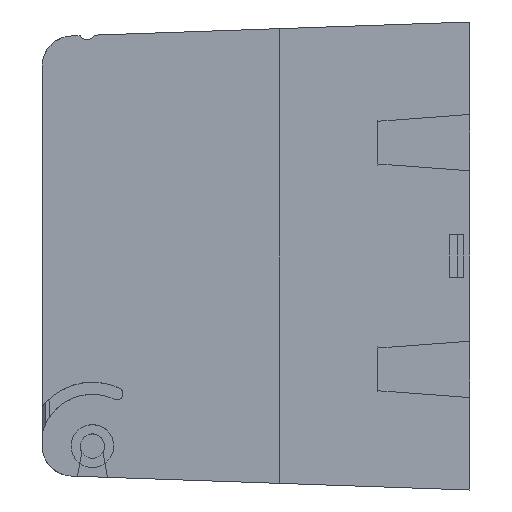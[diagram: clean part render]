
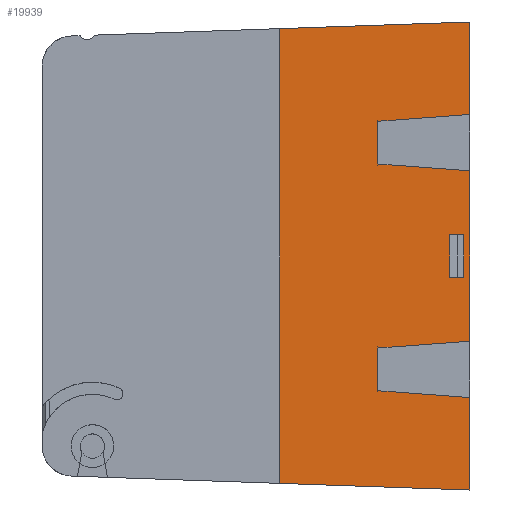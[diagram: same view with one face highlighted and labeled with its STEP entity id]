
A CAD part, left-side view. The second image highlights one B-rep face of the part: STEP entity #19939.
In plain terms, the highlighted planar face has unit normal (-1, 0, 0).
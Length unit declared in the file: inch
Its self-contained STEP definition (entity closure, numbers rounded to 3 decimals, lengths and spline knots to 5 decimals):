
#1153 = CARTESIAN_POINT ( 'NONE',  ( -2.325, 0.133, 0.14 ) ) ;
#2826 = EDGE_CURVE ( 'NONE', #32523, #27716, #51052, .T. ) ;
#4188 = DIRECTION ( 'NONE',  ( 0., 0.999, 0.035 ) ) ;
#4259 = LINE ( 'NONE', #46419, #65839 ) ;
#4408 = VECTOR ( 'NONE', #31836, 39.37008 ) ;
#4589 = LINE ( 'NONE', #26727, #4408 ) ;
#5359 = CARTESIAN_POINT ( 'NONE',  ( -2.325, 0., -0.56 ) ) ;
#5681 = CARTESIAN_POINT ( 'NONE',  ( -2.325, 0., 0.93 ) ) ;
#5840 = CARTESIAN_POINT ( 'NONE',  ( -2.325, 1.1485, 1.49745 ) ) ;
#7604 = ORIENTED_EDGE ( 'NONE', *, *, #49189, .F. ) ;
#7692 = CARTESIAN_POINT ( 'NONE',  ( -2.325, 0., -0.93 ) ) ;
#9895 = FACE_OUTER_BOUND ( 'NONE', #60391, .T. ) ;
#10091 = ORIENTED_EDGE ( 'NONE', *, *, #47505, .F. ) ;
#10094 = VERTEX_POINT ( 'NONE', #20259 ) ;
#10773 = CARTESIAN_POINT ( 'NONE',  ( -2.325, 0.133, -0.14 ) ) ;
#11091 = DIRECTION ( 'NONE',  ( 0., 0.999, -0.035 ) ) ;
#11556 = LINE ( 'NONE', #61644, #11647 ) ;
#11647 = VECTOR ( 'NONE', #62796, 39.37008 ) ;
#12002 = EDGE_LOOP ( 'NONE', ( #60325, #29390, #40931, #35261 ) ) ;
#12055 = ORIENTED_EDGE ( 'NONE', *, *, #52622, .T. ) ;
#12131 = CARTESIAN_POINT ( 'NONE',  ( -2.325, 0.133, -0.14 ) ) ;
#14494 = CARTESIAN_POINT ( 'NONE',  ( -2.325, 1.25, -0.5 ) ) ;
#14983 = ORIENTED_EDGE ( 'NONE', *, *, #35481, .F. ) ;
#15976 = VECTOR ( 'NONE', #18372, 39.37008 ) ;
#17044 = VECTOR ( 'NONE', #53875, 39.37008 ) ;
#17227 = CARTESIAN_POINT ( 'NONE',  ( -2.325, 1.1485, -1.49745 ) ) ;
#17727 = DIRECTION ( 'NONE',  ( 0., 0., 1. ) ) ;
#17805 = DIRECTION ( 'NONE',  ( -1., 0., 0. ) ) ;
#17950 = CARTESIAN_POINT ( 'NONE',  ( -2.325, 0.594, -0.5 ) ) ;
#18372 = DIRECTION ( 'NONE',  ( 0., -0.997, 0.074 ) ) ;
#18596 = VECTOR ( 'NONE', #28442, 39.37008 ) ;
#18873 = VERTEX_POINT ( 'NONE', #37059 ) ;
#18944 = LINE ( 'NONE', #27994, #18596 ) ;
#19041 = PLANE ( 'NONE',  #57002 ) ;
#19651 = DIRECTION ( 'NONE',  ( 0., 0., 1. ) ) ;
#19887 = VERTEX_POINT ( 'NONE', #34017 ) ;
#19939 = ADVANCED_FACE ( 'NONE', ( #9895, #23554 ), #19041, .T. ) ;
#20259 = CARTESIAN_POINT ( 'NONE',  ( -2.325, 0.604, -0.88523 ) ) ;
#20541 = VECTOR ( 'NONE', #11091, 39.37008 ) ;
#21015 = DIRECTION ( 'NONE',  ( 0., -0.997, -0.074 ) ) ;
#22170 = VECTOR ( 'NONE', #4188, 39.37008 ) ;
#22433 = LINE ( 'NONE', #17227, #22170 ) ;
#22438 = EDGE_CURVE ( 'NONE', #37644, #38892, #22433, .T. ) ;
#22934 = EDGE_CURVE ( 'NONE', #38576, #37644, #11556, .T. ) ;
#23293 = LINE ( 'NONE', #1153, #65950 ) ;
#23554 = FACE_BOUND ( 'NONE', #12002, .T. ) ;
#23702 = LINE ( 'NONE', #14494, #47751 ) ;
#24489 = ORIENTED_EDGE ( 'NONE', *, *, #22934, .F. ) ;
#25099 = VERTEX_POINT ( 'NONE', #32946 ) ;
#25360 = CARTESIAN_POINT ( 'NONE',  ( -2.325, 0.604, 0.56 ) ) ;
#25419 = LINE ( 'NONE', #54286, #15976 ) ;
#26232 = CARTESIAN_POINT ( 'NONE',  ( -2.325, 0.04, -0.14 ) ) ;
#26666 = DIRECTION ( 'NONE',  ( 0., -1., 0. ) ) ;
#26727 = CARTESIAN_POINT ( 'NONE',  ( -2.325, 0.133, -0.14 ) ) ;
#27716 = VERTEX_POINT ( 'NONE', #5359 ) ;
#27994 = CARTESIAN_POINT ( 'NONE',  ( -2.325, 0.62245, -0.88387 ) ) ;
#28442 = DIRECTION ( 'NONE',  ( 0., -0.997, -0.074 ) ) ;
#29082 = VERTEX_POINT ( 'NONE', #5681 ) ;
#29144 = DIRECTION ( 'NONE',  ( 0., 0., -1. ) ) ;
#29389 = CARTESIAN_POINT ( 'NONE',  ( -2.325, 0., 1.4375 ) ) ;
#29390 = ORIENTED_EDGE ( 'NONE', *, *, #53889, .F. ) ;
#30539 = DIRECTION ( 'NONE',  ( 0., 0., 1. ) ) ;
#31836 = DIRECTION ( 'NONE',  ( 0., 0., 1. ) ) ;
#32158 = DIRECTION ( 'NONE',  ( 0., -1., 0. ) ) ;
#32523 = VERTEX_POINT ( 'NONE', #48875 ) ;
#32946 = CARTESIAN_POINT ( 'NONE',  ( -2.325, 0.04, -0.14 ) ) ;
#34017 = CARTESIAN_POINT ( 'NONE',  ( -2.325, 0.604, -0.60477 ) ) ;
#34079 = EDGE_CURVE ( 'NONE', #19887, #27716, #25419, .T. ) ;
#34543 = ORIENTED_EDGE ( 'NONE', *, *, #47001, .T. ) ;
#35261 = ORIENTED_EDGE ( 'NONE', *, *, #60981, .T. ) ;
#35481 = EDGE_CURVE ( 'NONE', #38894, #32523, #4259, .T. ) ;
#35931 = LINE ( 'NONE', #48736, #17044 ) ;
#36362 = DIRECTION ( 'NONE',  ( 0., 0., 1. ) ) ;
#36765 = EDGE_CURVE ( 'NONE', #38894, #54683, #38470, .T. ) ;
#37059 = CARTESIAN_POINT ( 'NONE',  ( -2.325, 1.25, 1.49391 ) ) ;
#37644 = VERTEX_POINT ( 'NONE', #47485 ) ;
#38333 = VECTOR ( 'NONE', #30539, 39.37008 ) ;
#38424 = VECTOR ( 'NONE', #29144, 39.37008 ) ;
#38470 = LINE ( 'NONE', #25360, #38333 ) ;
#38576 = VERTEX_POINT ( 'NONE', #7692 ) ;
#38892 = VERTEX_POINT ( 'NONE', #46606 ) ;
#38894 = VERTEX_POINT ( 'NONE', #51792 ) ;
#39321 = CARTESIAN_POINT ( 'NONE',  ( -2.325, 0., 1.53756 ) ) ;
#40627 = DIRECTION ( 'NONE',  ( 0., 0., -1. ) ) ;
#40931 = ORIENTED_EDGE ( 'NONE', *, *, #58920, .T. ) ;
#43192 = CARTESIAN_POINT ( 'NONE',  ( -2.325, 0.133, 0.14 ) ) ;
#43865 = ORIENTED_EDGE ( 'NONE', *, *, #22438, .F. ) ;
#45187 = VERTEX_POINT ( 'NONE', #39321 ) ;
#45822 = DIRECTION ( 'NONE',  ( 0., -0.997, 0.074 ) ) ;
#45934 = VECTOR ( 'NONE', #45822, 39.37008 ) ;
#46419 = CARTESIAN_POINT ( 'NONE',  ( -2.325, 0.51262, 0.59799 ) ) ;
#46606 = CARTESIAN_POINT ( 'NONE',  ( -2.325, 1.25, -1.49391 ) ) ;
#47001 = EDGE_CURVE ( 'NONE', #54683, #29082, #61163, .T. ) ;
#47104 = VECTOR ( 'NONE', #40627, 39.37008 ) ;
#47485 = CARTESIAN_POINT ( 'NONE',  ( -2.325, 0., -1.53756 ) ) ;
#47505 = EDGE_CURVE ( 'NONE', #45187, #29082, #47900, .T. ) ;
#47751 = VECTOR ( 'NONE', #19651, 39.37008 ) ;
#47858 = ORIENTED_EDGE ( 'NONE', *, *, #52152, .F. ) ;
#47900 = LINE ( 'NONE', #50669, #47104 ) ;
#48000 = VERTEX_POINT ( 'NONE', #12131 ) ;
#48736 = CARTESIAN_POINT ( 'NONE',  ( -2.325, 0.604, -0.56 ) ) ;
#48798 = EDGE_CURVE ( 'NONE', #45187, #18873, #54240, .T. ) ;
#48875 = CARTESIAN_POINT ( 'NONE',  ( -2.325, 0., 0.56 ) ) ;
#49189 = EDGE_CURVE ( 'NONE', #38892, #18873, #23702, .T. ) ;
#50156 = CARTESIAN_POINT ( 'NONE',  ( -2.325, 0.04, 0.14 ) ) ;
#50669 = CARTESIAN_POINT ( 'NONE',  ( -2.325, 0., 1.4375 ) ) ;
#51052 = LINE ( 'NONE', #29389, #38424 ) ;
#51792 = CARTESIAN_POINT ( 'NONE',  ( -2.325, 0.604, 0.60477 ) ) ;
#52152 = EDGE_CURVE ( 'NONE', #10094, #38576, #18944, .T. ) ;
#52622 = EDGE_CURVE ( 'NONE', #10094, #19887, #35931, .T. ) ;
#53412 = EDGE_CURVE ( 'NONE', #25099, #54187, #60575, .T. ) ;
#53872 = CARTESIAN_POINT ( 'NONE',  ( -2.325, 0.604, 0.88523 ) ) ;
#53875 = DIRECTION ( 'NONE',  ( 0., 0., 1. ) ) ;
#53889 = EDGE_CURVE ( 'NONE', #48000, #25099, #57756, .T. ) ;
#54187 = VERTEX_POINT ( 'NONE', #50156 ) ;
#54240 = LINE ( 'NONE', #5840, #20541 ) ;
#54286 = CARTESIAN_POINT ( 'NONE',  ( -2.325, 0., -0.56 ) ) ;
#54683 = VERTEX_POINT ( 'NONE', #53872 ) ;
#55843 = CARTESIAN_POINT ( 'NONE',  ( -2.325, 0., 0.93 ) ) ;
#56627 = ORIENTED_EDGE ( 'NONE', *, *, #48798, .T. ) ;
#57002 = AXIS2_PLACEMENT_3D ( 'NONE', #17950, #17805, #17727 ) ;
#57756 = LINE ( 'NONE', #10773, #60692 ) ;
#58838 = ORIENTED_EDGE ( 'NONE', *, *, #2826, .F. ) ;
#58920 = EDGE_CURVE ( 'NONE', #48000, #63033, #4589, .T. ) ;
#60325 = ORIENTED_EDGE ( 'NONE', *, *, #53412, .F. ) ;
#60328 = VECTOR ( 'NONE', #36362, 39.37008 ) ;
#60391 = EDGE_LOOP ( 'NONE', ( #64501, #58838, #14983, #64442, #34543, #10091, #56627, #7604, #43865, #24489, #47858, #12055 ) ) ;
#60575 = LINE ( 'NONE', #26232, #60328 ) ;
#60692 = VECTOR ( 'NONE', #26666, 39.37008 ) ;
#60981 = EDGE_CURVE ( 'NONE', #63033, #54187, #23293, .T. ) ;
#61163 = LINE ( 'NONE', #55843, #45934 ) ;
#61644 = CARTESIAN_POINT ( 'NONE',  ( -2.325, 0., 1.4375 ) ) ;
#62796 = DIRECTION ( 'NONE',  ( 0., 0., -1. ) ) ;
#63033 = VERTEX_POINT ( 'NONE', #43192 ) ;
#64442 = ORIENTED_EDGE ( 'NONE', *, *, #36765, .T. ) ;
#64501 = ORIENTED_EDGE ( 'NONE', *, *, #34079, .T. ) ;
#65839 = VECTOR ( 'NONE', #21015, 39.37008 ) ;
#65950 = VECTOR ( 'NONE', #32158, 39.37008 ) ;
